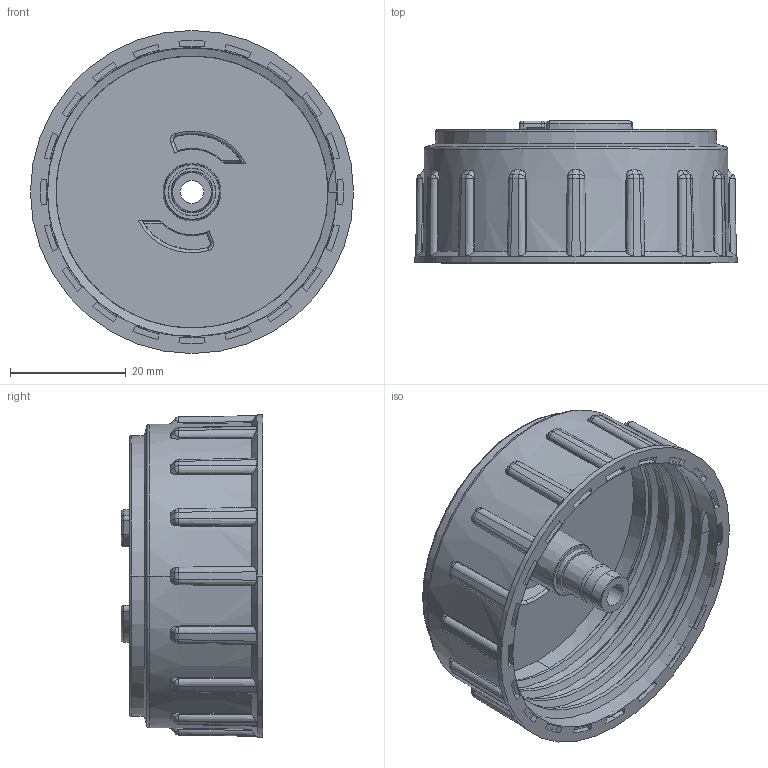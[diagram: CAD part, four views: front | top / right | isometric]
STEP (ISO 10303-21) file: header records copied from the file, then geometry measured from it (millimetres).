
FILE_DESCRIPTION((''),'2;1');
FILE_NAME('3203011580_R011-SJ0001','2025-04-15T13:54:52',('cx0661'),(''),'CREO PARAMETRIC BY PTC INC, 2023073','CREO PARAMETRIC BY PTC INC, 2023073','');
FILE_SCHEMA(('AUTOMOTIVE_DESIGN { 1 0 10303 214 1 1 1 1 }'));
Length unit declared in the file: millimetre
Products named in the file (1): 3203011580_R011-SJ0001
Bounding box: 55.79 x 24.5 x 55.79 mm (x, y, z)
Volume: 11634.3 mm3; surface area: 14011.3 mm2
Topology: 1 solids, 1 shells, 448 faces, 1145 edges, 695 vertices
Faces by surface type: plane 127, cylinder 112, cone 81, bspline 62, torus 34, sphere 32
Entity records: 20879 total; most frequent: CARTESIAN_POINT 6563, ORIENTED_EDGE 2226, DIRECTION 2101, PRESENTATION_STYLE_ASSIGNMENT 1178, STYLED_ITEM 1114, CURVE_STYLE 1113, EDGE_CURVE 1113, AXIS2_PLACEMENT_3D 848
